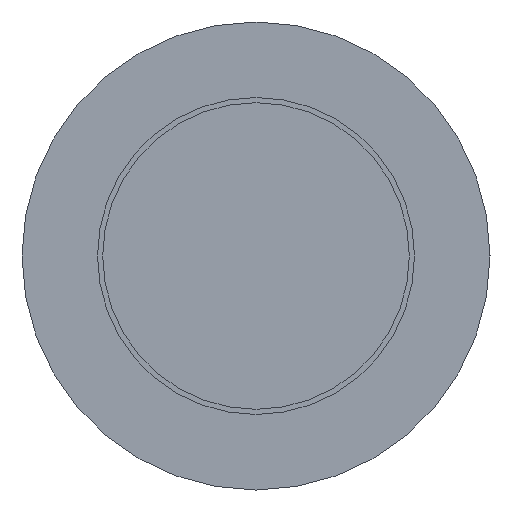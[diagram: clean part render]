
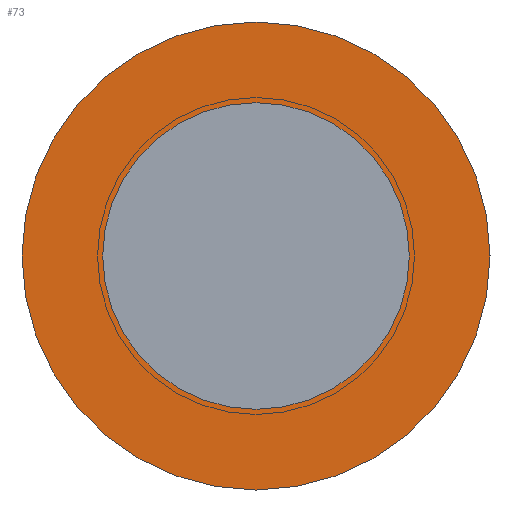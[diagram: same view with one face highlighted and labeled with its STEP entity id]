
A CAD part, left-side view. The second image highlights one B-rep face of the part: STEP entity #73.
In plain terms, the highlighted planar face has unit normal (-1, 0, 0).
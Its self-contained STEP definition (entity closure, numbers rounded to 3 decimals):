
#54=PLANE('',#219);
#73=ADVANCED_FACE('',(#98,#99),#54,.F.);
#98=FACE_BOUND('',#124,.T.);
#99=FACE_BOUND('',#125,.T.);
#124=EDGE_LOOP('',(#150));
#125=EDGE_LOOP('',(#151));
#150=ORIENTED_EDGE('',*,*,#180,.F.);
#151=ORIENTED_EDGE('',*,*,#181,.T.);
#167=VERTEX_POINT('',#311);
#168=VERTEX_POINT('',#313);
#180=EDGE_CURVE('',#167,#167,#193,.T.);
#181=EDGE_CURVE('',#168,#168,#194,.T.);
#193=CIRCLE('',#217,14.5);
#194=CIRCLE('',#218,9.5);
#217=AXIS2_PLACEMENT_3D('',#310,#265,#266);
#218=AXIS2_PLACEMENT_3D('',#312,#267,#268);
#219=AXIS2_PLACEMENT_3D('',#314,#269,#270);
#265=DIRECTION('',(1.,0.,0.));
#266=DIRECTION('',(0.,0.,-1.));
#267=DIRECTION('',(1.,0.,0.));
#268=DIRECTION('',(0.,0.,-1.));
#269=DIRECTION('',(1.,0.,0.));
#270=DIRECTION('',(0.,0.,-1.));
#310=CARTESIAN_POINT('',(0.,0.,0.));
#311=CARTESIAN_POINT('',(0.,0.,-14.5));
#312=CARTESIAN_POINT('',(0.,0.,0.));
#313=CARTESIAN_POINT('',(0.,0.,-9.5));
#314=CARTESIAN_POINT('',(0.,-9.5,0.));
